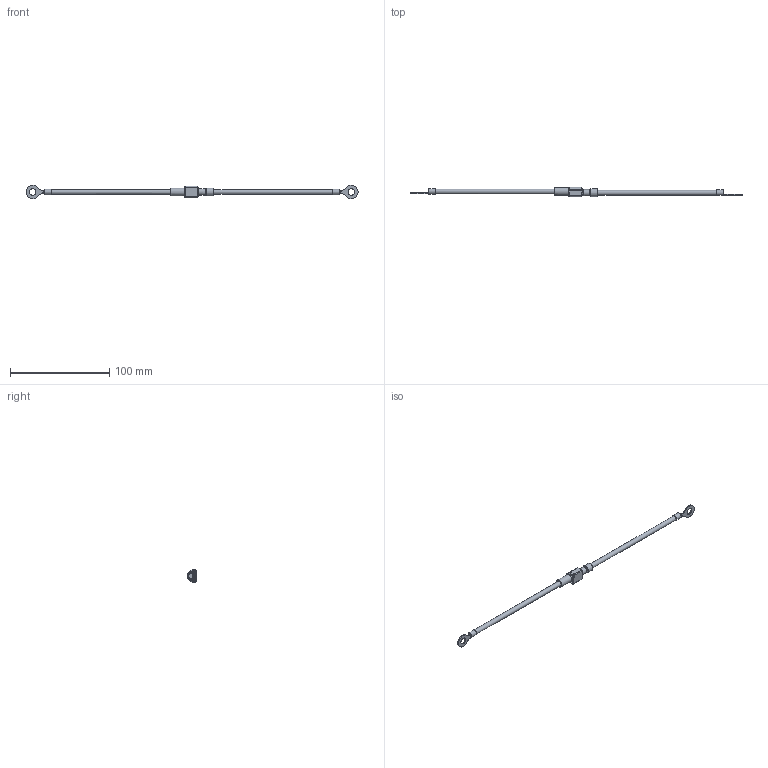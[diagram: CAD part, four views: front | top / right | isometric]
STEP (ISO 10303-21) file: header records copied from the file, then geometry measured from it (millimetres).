
FILE_DESCRIPTION(/* description */ (''),/* implementation_level */ '2;1');
FILE_NAME(/* name */ 'GRDKIT04.stp',/* time_stamp */ '2020-10-15T10:26:46-04:00',/* author */ ('tfoster'),/* organization */ (''),/* preprocessor_version */ 'ST-DEVELOPER v18',/* originating_system */ 'Autodesk Inventor 2020',/* authorisation */ '');
FILE_SCHEMA (('AUTOMOTIVE_DESIGN { 1 0 10303 214 3 1 1 }'));
Length unit declared in the file: inch
Products named in the file (3): GRDKIT04; GRDKIT04 - male; GRDKIT04 - female
Assembly tree (2 placements, depth 2):
  GRDKIT04
    GRDKIT04 - male
    GRDKIT04 - female
Bounding box: 334.51 x 9.95 x 13.45 mm (x, y, z)
Volume: 6765.8 mm3; surface area: 8086.5 mm2
Topology: 2 solids, 2 shells, 142 faces, 367 edges, 225 vertices
Faces by surface type: cylinder 62, plane 54, bspline 18, sphere 4, torus 4
Full cylindrical faces by diameter (mm): 4.826 x2, 5.5 x2, 5.84 x2, 6.5 x1, 6.604 x2, 7.9 x2
Entity records: 5085 total; most frequent: CARTESIAN_POINT 1327, DIRECTION 761, ORIENTED_EDGE 726, EDGE_CURVE 363, AXIS2_PLACEMENT_3D 290, VERTEX_POINT 225, LINE 181, VECTOR 181
